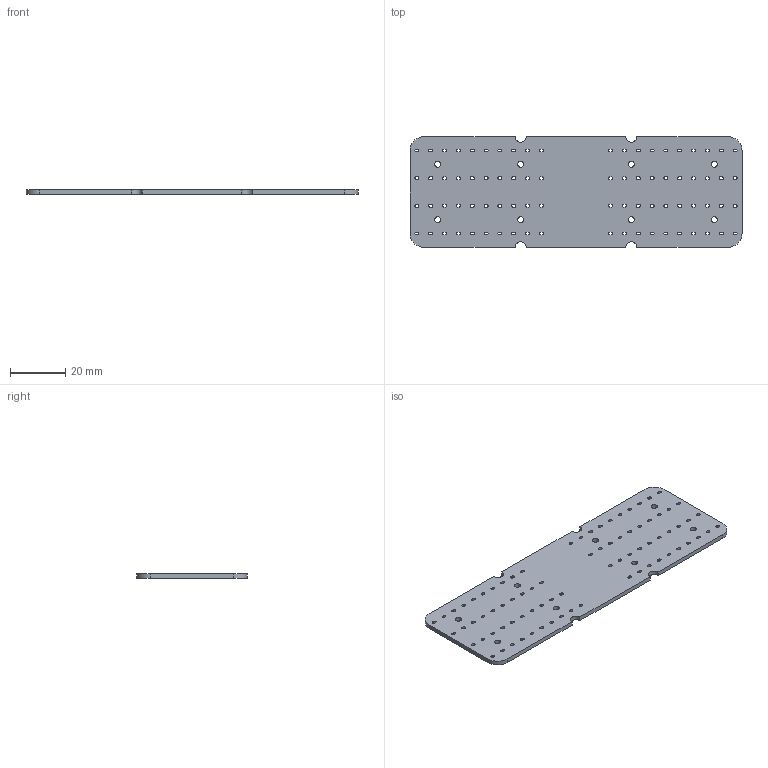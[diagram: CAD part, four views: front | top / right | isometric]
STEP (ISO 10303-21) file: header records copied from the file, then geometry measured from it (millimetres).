
FILE_DESCRIPTION(('KiCad electronic assembly'),'2;1');
FILE_NAME('buinchiez40.step','2023-10-13T22:03:59',('Pcbnew'),('Kicad'), 'Open CASCADE STEP processor 7.6','KiCad to STEP converter','Unknown' );
FILE_SCHEMA(('AUTOMOTIVE_DESIGN { 1 0 10303 214 1 1 1 1 }'));
Length unit declared in the file: millimetre
Products named in the file (2): buinchiez40 1; buinchiez40 PCB
Assembly tree (1 placements, depth 2):
  buinchiez40 1
    buinchiez40 PCB
Bounding box: 120 x 40 x 1.6 mm (x, y, z)
Volume: 7392.3 mm3; surface area: 10371.8 mm2
Topology: 1 solids, 1 shells, 346 faces, 1032 edges, 688 vertices
Faces by surface type: cylinder 176, plane 170
Full cylindrical faces by diameter (mm): 2.2 x8
Entity records: 26599 total; most frequent: CARTESIAN_POINT 6244, DIRECTION 3792, LINE 2392, VECTOR 2392, ORIENTED_EDGE 2064, PCURVE 2064, DEFINITIONAL_REPRESENTATION 2064, EDGE_CURVE 1032
